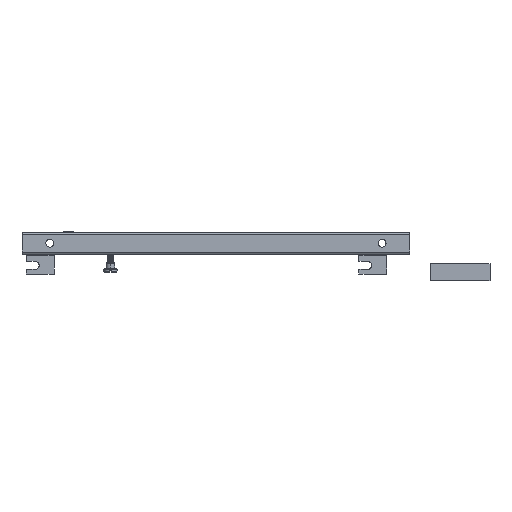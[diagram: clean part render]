
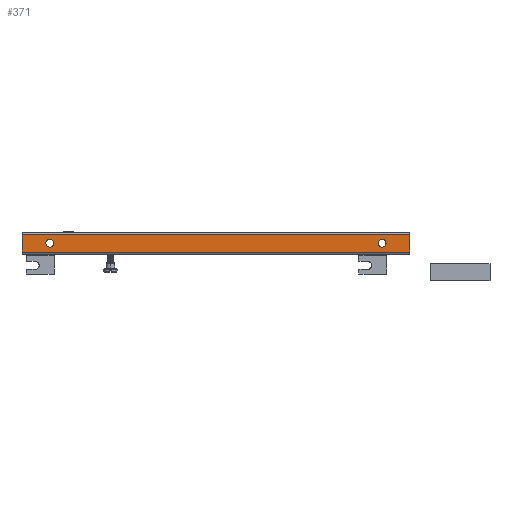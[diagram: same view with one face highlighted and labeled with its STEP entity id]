
A CAD part, left-side view. The second image highlights one B-rep face of the part: STEP entity #371.
In plain terms, the highlighted planar face has unit normal (-1, 0, 0).
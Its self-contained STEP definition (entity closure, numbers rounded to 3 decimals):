
#80=FACE_BOUND('',#1297,.T.);
#81=FACE_BOUND('',#1298,.T.);
#371=ADVANCED_FACE('',(#825,#80,#81),#7799,.T.);
#825=FACE_OUTER_BOUND('',#1296,.T.);
#1296=EDGE_LOOP('',(#2899,#2900,#2901,#2902));
#1297=EDGE_LOOP('',(#2903,#2904));
#1298=EDGE_LOOP('',(#2905,#2906));
#2899=ORIENTED_EDGE('',*,*,#4629,.F.);
#2900=ORIENTED_EDGE('',*,*,#4628,.F.);
#2901=ORIENTED_EDGE('',*,*,#4627,.F.);
#2902=ORIENTED_EDGE('',*,*,#4626,.F.);
#2903=ORIENTED_EDGE('',*,*,#4688,.F.);
#2904=ORIENTED_EDGE('',*,*,#4655,.F.);
#2905=ORIENTED_EDGE('',*,*,#4690,.F.);
#2906=ORIENTED_EDGE('',*,*,#4659,.F.);
#4626=EDGE_CURVE('',#7125,#7126,#5484,.T.);
#4627=EDGE_CURVE('',#7126,#7127,#5485,.T.);
#4628=EDGE_CURVE('',#7127,#7128,#5486,.T.);
#4629=EDGE_CURVE('',#7128,#7125,#5487,.T.);
#4655=EDGE_CURVE('',#7130,#7129,#6244,.T.);
#4659=EDGE_CURVE('',#7132,#7131,#6246,.T.);
#4688=EDGE_CURVE('',#7129,#7130,#6257,.T.);
#4690=EDGE_CURVE('',#7131,#7132,#6259,.T.);
#5484=B_SPLINE_CURVE_WITH_KNOTS('',1,(#50823,#50824),.UNSPECIFIED.,.F.,
 .F.,(2,2),(0.,16.),.UNSPECIFIED.);
#5485=B_SPLINE_CURVE_WITH_KNOTS('',1,(#50825,#50826),.UNSPECIFIED.,.F.,
 .F.,(2,2),(0.,350.),.UNSPECIFIED.);
#5486=B_SPLINE_CURVE_WITH_KNOTS('',1,(#50827,#50828),.UNSPECIFIED.,.F.,
 .F.,(2,2),(0.,16.),.UNSPECIFIED.);
#5487=B_SPLINE_CURVE_WITH_KNOTS('',1,(#50829,#50830),.UNSPECIFIED.,.F.,
 .F.,(2,2),(0.,350.),.UNSPECIFIED.);
#6244=TRIMMED_CURVE($,#6536,(#50891),(#50892),.T.,.CARTESIAN.);
#6246=TRIMMED_CURVE($,#6538,(#50901),(#50902),.T.,.CARTESIAN.);
#6257=TRIMMED_CURVE($,#6549,(#50970),(#50971),.T.,.CARTESIAN.);
#6259=TRIMMED_CURVE($,#6551,(#50976),(#50977),.T.,.CARTESIAN.);
#6536=CIRCLE('',#8509,3.5);
#6538=CIRCLE('',#8511,3.5);
#6549=CIRCLE('',#8522,3.5);
#6551=CIRCLE('',#8524,3.5);
#7125=VERTEX_POINT('',#50595);
#7126=VERTEX_POINT('',#50596);
#7127=VERTEX_POINT('',#50597);
#7128=VERTEX_POINT('',#50598);
#7129=VERTEX_POINT('',#50599);
#7130=VERTEX_POINT('',#50600);
#7131=VERTEX_POINT('',#50601);
#7132=VERTEX_POINT('',#50602);
#7799=PLANE('',#8444);
#8444=AXIS2_PLACEMENT_3D('',#50495,#9285,$);
#8509=AXIS2_PLACEMENT_3D($,#50890,#9365,#9366);
#8511=AXIS2_PLACEMENT_3D($,#50900,#9369,#9370);
#8522=AXIS2_PLACEMENT_3D($,#50969,#9391,#9392);
#8524=AXIS2_PLACEMENT_3D($,#50975,#9395,#9396);
#9285=DIRECTION('',(-1.,0.,0.));
#9365=DIRECTION('',(-1.,0.,0.));
#9366=DIRECTION('',(0.,0.,-1.));
#9369=DIRECTION('',(-1.,0.,0.));
#9370=DIRECTION('',(0.,0.,-1.));
#9391=DIRECTION('',(-1.,0.,0.));
#9392=DIRECTION('',(0.,0.,1.));
#9395=DIRECTION('',(-1.,0.,0.));
#9396=DIRECTION('',(0.,0.,1.));
#50495=CARTESIAN_POINT('',(-436.192,-35.012,16.587));
#50595=CARTESIAN_POINT('',(-436.192,350.,18.199));
#50596=CARTESIAN_POINT('',(-436.192,350.,34.199));
#50597=CARTESIAN_POINT('',(-436.192,0.,34.199));
#50598=CARTESIAN_POINT('',(-436.192,0.,18.199));
#50599=CARTESIAN_POINT('',(-436.192,325.,29.699));
#50600=CARTESIAN_POINT('',(-436.192,325.,22.699));
#50601=CARTESIAN_POINT('',(-436.192,25.,29.699));
#50602=CARTESIAN_POINT('',(-436.192,25.,22.699));
#50823=CARTESIAN_POINT('',(-436.192,350.,18.199));
#50824=CARTESIAN_POINT('',(-436.192,350.,34.199));
#50825=CARTESIAN_POINT('',(-436.192,350.,34.199));
#50826=CARTESIAN_POINT('',(-436.192,0.,34.199));
#50827=CARTESIAN_POINT('',(-436.192,0.,34.199));
#50828=CARTESIAN_POINT('',(-436.192,0.,18.199));
#50829=CARTESIAN_POINT('',(-436.192,0.,18.199));
#50830=CARTESIAN_POINT('',(-436.192,350.,18.199));
#50890=CARTESIAN_POINT('',(-436.192,325.,26.199));
#50891=CARTESIAN_POINT('',(-436.192,325.,22.699));
#50892=CARTESIAN_POINT('',(-436.192,325.,29.699));
#50900=CARTESIAN_POINT('',(-436.192,25.,26.199));
#50901=CARTESIAN_POINT('',(-436.192,25.,22.699));
#50902=CARTESIAN_POINT('',(-436.192,25.,29.699));
#50969=CARTESIAN_POINT('',(-436.192,325.,26.199));
#50970=CARTESIAN_POINT('',(-436.192,325.,29.699));
#50971=CARTESIAN_POINT('',(-436.192,325.,22.699));
#50975=CARTESIAN_POINT('',(-436.192,25.,26.199));
#50976=CARTESIAN_POINT('',(-436.192,25.,29.699));
#50977=CARTESIAN_POINT('',(-436.192,25.,22.699));
